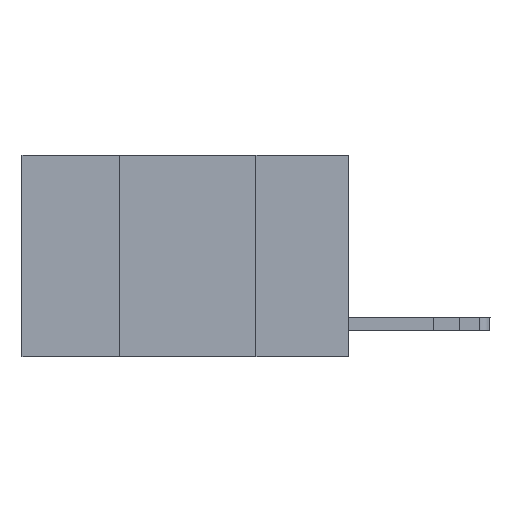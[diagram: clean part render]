
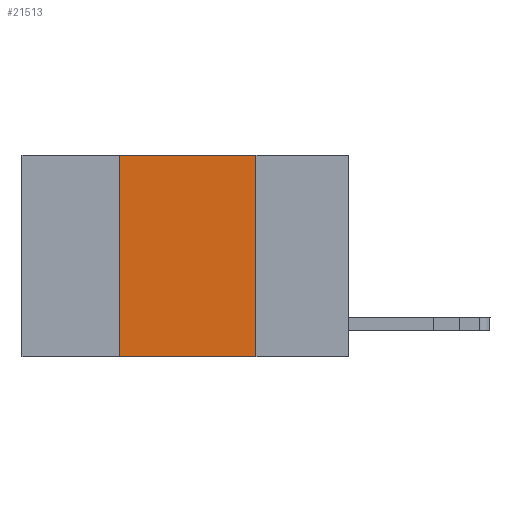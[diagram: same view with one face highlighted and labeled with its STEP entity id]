
A CAD part, left-side view. The second image highlights one B-rep face of the part: STEP entity #21513.
In plain terms, the highlighted planar face has unit normal (-1, 0, 0).
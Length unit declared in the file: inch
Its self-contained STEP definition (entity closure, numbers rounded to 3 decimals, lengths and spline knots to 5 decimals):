
#301 = DIRECTION ( 'NONE',  ( 0., 0., -1. ) ) ;
#550 = VECTOR ( 'NONE', #12037, 39.37008 ) ;
#1149 = ORIENTED_EDGE ( 'NONE', *, *, #20368, .T. ) ;
#1245 = VERTEX_POINT ( 'NONE', #17834 ) ;
#1707 = EDGE_CURVE ( 'NONE', #15000, #1245, #11235, .T. ) ;
#2659 = PLANE ( 'NONE',  #10906 ) ;
#4829 = VECTOR ( 'NONE', #12111, 39.37008 ) ;
#6220 = CARTESIAN_POINT ( 'NONE',  ( 0., 0.6, 0. ) ) ;
#7206 = CARTESIAN_POINT ( 'NONE',  ( 0., 0.6, -0.37 ) ) ;
#7976 = DIRECTION ( 'NONE',  ( 0., 0., -1. ) ) ;
#9489 = LINE ( 'NONE', #17312, #4829 ) ;
#9866 = VECTOR ( 'NONE', #14225, 39.37008 ) ;
#10906 = AXIS2_PLACEMENT_3D ( 'NONE', #6220, #18394, #7976 ) ;
#11235 = LINE ( 'NONE', #14682, #19939 ) ;
#12037 = DIRECTION ( 'NONE',  ( 0., -1., 0. ) ) ;
#12111 = DIRECTION ( 'NONE',  ( 0., 0., 1. ) ) ;
#12887 = VERTEX_POINT ( 'NONE', #13649 ) ;
#13529 = ORIENTED_EDGE ( 'NONE', *, *, #17730, .F. ) ;
#13649 = CARTESIAN_POINT ( 'NONE',  ( 0., 0.42, 0. ) ) ;
#13948 = CARTESIAN_POINT ( 'NONE',  ( 0., 0.42, -0.37 ) ) ;
#14061 = LINE ( 'NONE', #22465, #550 ) ;
#14225 = DIRECTION ( 'NONE',  ( 0., -1., 0. ) ) ;
#14628 = ORIENTED_EDGE ( 'NONE', *, *, #16895, .F. ) ;
#14682 = CARTESIAN_POINT ( 'NONE',  ( 0., 0.17, 0. ) ) ;
#15000 = VERTEX_POINT ( 'NONE', #15268 ) ;
#15268 = CARTESIAN_POINT ( 'NONE',  ( 0., 0.17, 0. ) ) ;
#16895 = EDGE_CURVE ( 'NONE', #19609, #12887, #9489, .T. ) ;
#17312 = CARTESIAN_POINT ( 'NONE',  ( 0., 0.42, 0. ) ) ;
#17730 = EDGE_CURVE ( 'NONE', #12887, #15000, #14061, .T. ) ;
#17834 = CARTESIAN_POINT ( 'NONE',  ( 0., 0.17, -0.37 ) ) ;
#18148 = ORIENTED_EDGE ( 'NONE', *, *, #1707, .F. ) ;
#18394 = DIRECTION ( 'NONE',  ( 1., 0., 0. ) ) ;
#18620 = FACE_OUTER_BOUND ( 'NONE', #21672, .T. ) ;
#19082 = LINE ( 'NONE', #7206, #9866 ) ;
#19609 = VERTEX_POINT ( 'NONE', #13948 ) ;
#19939 = VECTOR ( 'NONE', #301, 39.37008 ) ;
#20368 = EDGE_CURVE ( 'NONE', #19609, #1245, #19082, .T. ) ;
#21513 = ADVANCED_FACE ( 'NONE', ( #18620 ), #2659, .F. ) ;
#21672 = EDGE_LOOP ( 'NONE', ( #18148, #13529, #14628, #1149 ) ) ;
#22465 = CARTESIAN_POINT ( 'NONE',  ( 0., 0.6, 0. ) ) ;
